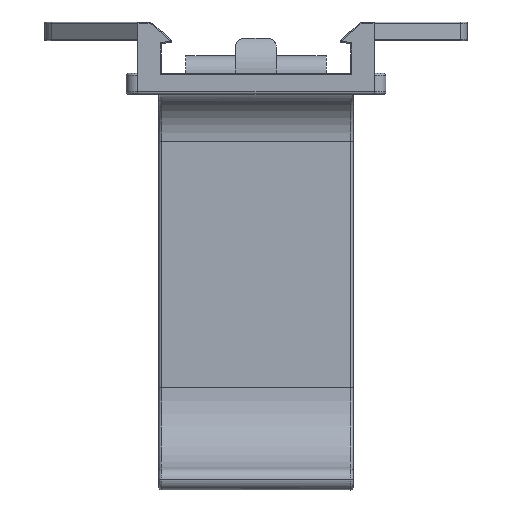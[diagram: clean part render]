
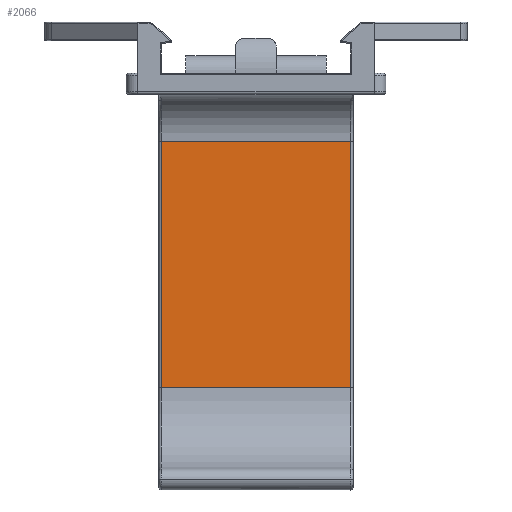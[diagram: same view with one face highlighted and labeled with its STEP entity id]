
A CAD part, front view. The second image highlights one B-rep face of the part: STEP entity #2066.
In plain terms, the highlighted planar face has unit normal (0, -1, 0).
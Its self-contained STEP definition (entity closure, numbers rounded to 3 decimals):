
#146 = LINE ( 'NONE', #1858, #325 ) ;
#226 = VECTOR ( 'NONE', #1856, 1000. ) ;
#234 = VECTOR ( 'NONE', #1854, 1000. ) ;
#235 = VECTOR ( 'NONE', #1843, 1000. ) ;
#239 = LINE ( 'NONE', #1842, #235 ) ;
#325 = VECTOR ( 'NONE', #1857, 1000. ) ;
#329 = LINE ( 'NONE', #1855, #234 ) ;
#333 = LINE ( 'NONE', #1862, #226 ) ;
#437 = FACE_OUTER_BOUND ( 'NONE', #5404, .T. ) ;
#1842 = CARTESIAN_POINT ( 'NONE',  ( 13.7, 20.735, 12.8 ) ) ;
#1843 = DIRECTION ( 'NONE',  ( -1., 0., 0. ) ) ;
#1854 = DIRECTION ( 'NONE',  ( -1., 0., 0. ) ) ;
#1855 = CARTESIAN_POINT ( 'NONE',  ( 13.7, 20.735, -8.302 ) ) ;
#1856 = DIRECTION ( 'NONE',  ( 0., 0., 1. ) ) ;
#1857 = DIRECTION ( 'NONE',  ( 0., 0., -1. ) ) ;
#1858 = CARTESIAN_POINT ( 'NONE',  ( -8.1, 20.735, -8.302 ) ) ;
#1862 = CARTESIAN_POINT ( 'NONE',  ( 8.1, 20.735, 12.8 ) ) ;
#2066 = ADVANCED_FACE ( 'NONE', ( #437 ), #5921, .F. ) ;
#2372 = ORIENTED_EDGE ( 'NONE', *, *, #8062, .T. ) ;
#2412 = ORIENTED_EDGE ( 'NONE', *, *, #8057, .F. ) ;
#2572 = ORIENTED_EDGE ( 'NONE', *, *, #8056, .T. ) ;
#4552 = VERTEX_POINT ( 'NONE', #7202 ) ;
#4759 = VERTEX_POINT ( 'NONE', #6901 ) ;
#5245 = VERTEX_POINT ( 'NONE', #6954 ) ;
#5264 = ORIENTED_EDGE ( 'NONE', *, *, #8055, .T. ) ;
#5315 = VERTEX_POINT ( 'NONE', #6601 ) ;
#5404 = EDGE_LOOP ( 'NONE', ( #2412, #2572, #2372, #5264 ) ) ;
#5918 = DIRECTION ( 'NONE',  ( 0., 0., 1. ) ) ;
#5920 = DIRECTION ( 'NONE',  ( 0., 1., 0. ) ) ;
#5921 = PLANE ( 'NONE',  #8577 ) ;
#5927 = CARTESIAN_POINT ( 'NONE',  ( 13.7, 20.735, 12.8 ) ) ;
#6601 = CARTESIAN_POINT ( 'NONE',  ( -8.1, 20.735, 12.8 ) ) ;
#6901 = CARTESIAN_POINT ( 'NONE',  ( 8.1, 20.735, 12.8 ) ) ;
#6954 = CARTESIAN_POINT ( 'NONE',  ( -8.1, 20.735, -8.302 ) ) ;
#7202 = CARTESIAN_POINT ( 'NONE',  ( 8.1, 20.735, -8.302 ) ) ;
#8055 = EDGE_CURVE ( 'NONE', #5315, #5245, #146, .T. ) ;
#8056 = EDGE_CURVE ( 'NONE', #4552, #4759, #333, .T. ) ;
#8057 = EDGE_CURVE ( 'NONE', #4552, #5245, #329, .T. ) ;
#8062 = EDGE_CURVE ( 'NONE', #4759, #5315, #239, .T. ) ;
#8577 = AXIS2_PLACEMENT_3D ( 'NONE', #5927, #5920, #5918 ) ;
